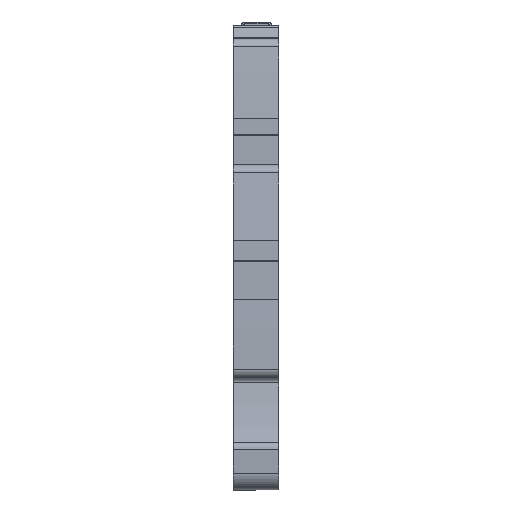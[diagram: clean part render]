
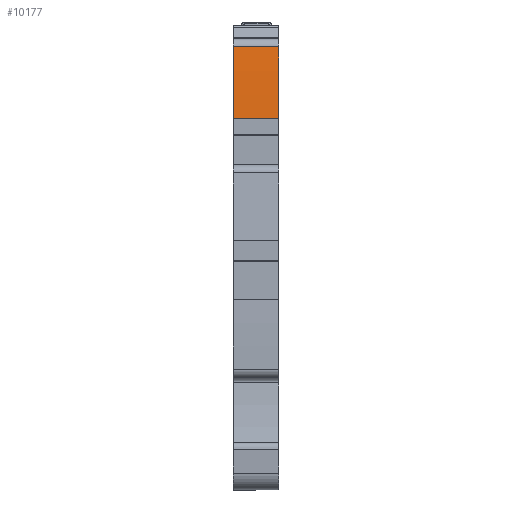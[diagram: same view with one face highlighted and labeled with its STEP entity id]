
A CAD part, front view. The second image highlights one B-rep face of the part: STEP entity #10177.
In plain terms, the highlighted cylindrical face has radius 149.2 mm (diameter 298.4 mm), a partial arc.
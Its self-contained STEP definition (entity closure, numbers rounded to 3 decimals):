
#10141=AXIS2_PLACEMENT_3D('Cylinder Axis2P3D',#10138,#10139,#10140) ;
#10154=AXIS2_PLACEMENT_3D('Circle Axis2P3D',#10152,#10153,$) ;
#10168=AXIS2_PLACEMENT_3D('Circle Axis2P3D',#10166,#10167,$) ;
#10138=CARTESIAN_POINT('Axis2P3D Location',(2.55,172.085,31.05)) ;
#10143=CARTESIAN_POINT('Line Origine',(1.94,23.235,41.264)) ;
#10147=CARTESIAN_POINT('Vertex',(5.1,23.235,41.264)) ;
#10149=CARTESIAN_POINT('Vertex',(0.,23.235,41.264)) ;
#10152=CARTESIAN_POINT('Axis2P3D Location',(5.1,172.085,31.05)) ;
#10156=CARTESIAN_POINT('Vertex',(5.1,24.002,49.272)) ;
#10159=CARTESIAN_POINT('Line Origine',(1.94,24.002,49.272)) ;
#10163=CARTESIAN_POINT('Vertex',(0.,24.002,49.272)) ;
#10166=CARTESIAN_POINT('Axis2P3D Location',(0.,172.085,31.05)) ;
#10139=DIRECTION('Axis2P3D Direction',(1.,0.,0.)) ;
#10140=DIRECTION('Axis2P3D XDirection',(0.,-0.993,0.122)) ;
#10144=DIRECTION('Vector Direction',(1.,0.,0.)) ;
#10153=DIRECTION('Axis2P3D Direction',(1.,0.,0.)) ;
#10160=DIRECTION('Vector Direction',(1.,0.,0.)) ;
#10167=DIRECTION('Axis2P3D Direction',(1.,0.,0.)) ;
#10145=VECTOR('Line Direction',#10144,1.) ;
#10161=VECTOR('Line Direction',#10160,1.) ;
#10172=ORIENTED_EDGE('',*,*,#10151,.F.) ;
#10173=ORIENTED_EDGE('',*,*,#10158,.F.) ;
#10174=ORIENTED_EDGE('',*,*,#10165,.T.) ;
#10175=ORIENTED_EDGE('',*,*,#10170,.T.) ;
#10177=ADVANCED_FACE('Hauptk\X2\00F6\X0\rper',(#10176),#10142,.T.) ;
#10155=CIRCLE('generated circle',#10154,149.2) ;
#10169=CIRCLE('generated circle',#10168,149.2) ;
#10142=CYLINDRICAL_SURFACE('generated cylinder',#10141,149.2) ;
#10151=EDGE_CURVE('',#10148,#10150,#10146,.F.) ;
#10158=EDGE_CURVE('',#10157,#10148,#10155,.T.) ;
#10165=EDGE_CURVE('',#10157,#10164,#10162,.F.) ;
#10170=EDGE_CURVE('',#10164,#10150,#10169,.T.) ;
#10171=EDGE_LOOP('',(#10172,#10173,#10174,#10175)) ;
#10176=FACE_OUTER_BOUND('',#10171,.T.) ;
#10146=LINE('Line',#10143,#10145) ;
#10162=LINE('Line',#10159,#10161) ;
#10148=VERTEX_POINT('',#10147) ;
#10150=VERTEX_POINT('',#10149) ;
#10157=VERTEX_POINT('',#10156) ;
#10164=VERTEX_POINT('',#10163) ;
